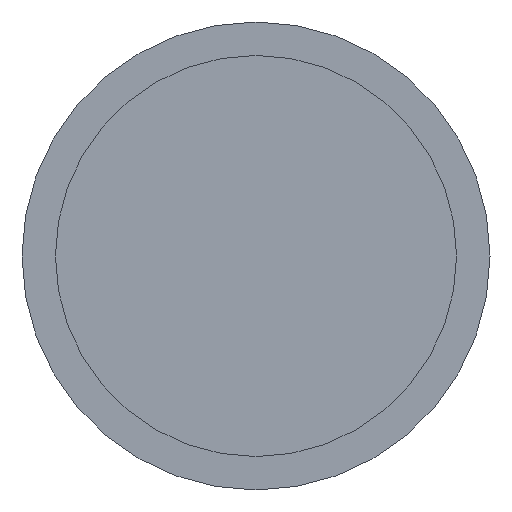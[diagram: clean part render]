
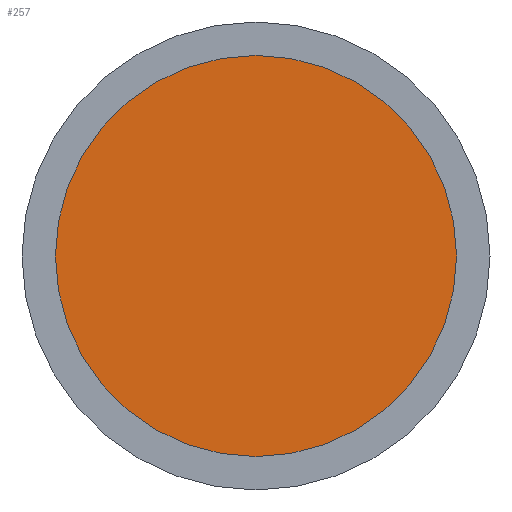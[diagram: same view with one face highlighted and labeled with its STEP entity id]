
A CAD part, front view. The second image highlights one B-rep face of the part: STEP entity #257.
In plain terms, the highlighted planar face has unit normal (0, -1, 0).
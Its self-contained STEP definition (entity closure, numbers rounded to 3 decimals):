
#28 = CARTESIAN_POINT ( 'NONE',  ( 0., -40., 3. ) ) ;
#35 = PLANE ( 'NONE',  #249 ) ;
#45 = CARTESIAN_POINT ( 'NONE',  ( 0., -40., 0. ) ) ;
#47 = DIRECTION ( 'NONE',  ( 0., -1., 0. ) ) ;
#52 = DIRECTION ( 'NONE',  ( 0., -1., 0. ) ) ;
#62 = CARTESIAN_POINT ( 'NONE',  ( 3., -40., 0. ) ) ;
#68 = AXIS2_PLACEMENT_3D ( 'NONE', #90, #52, #86 ) ;
#70 = DIRECTION ( 'NONE',  ( 0., -1., 0. ) ) ;
#71 = CIRCLE ( 'NONE', #130, 3. ) ;
#74 = EDGE_CURVE ( 'NONE', #297, #215, #71, .T. ) ;
#84 = ORIENTED_EDGE ( 'NONE', *, *, #74, .T. ) ;
#86 = DIRECTION ( 'NONE',  ( 0., 0., -1. ) ) ;
#90 = CARTESIAN_POINT ( 'NONE',  ( 0., -40., 0. ) ) ;
#106 = EDGE_LOOP ( 'NONE', ( #84, #119 ) ) ;
#110 = DIRECTION ( 'NONE',  ( 0., 0., -1. ) ) ;
#119 = ORIENTED_EDGE ( 'NONE', *, *, #171, .T. ) ;
#130 = AXIS2_PLACEMENT_3D ( 'NONE', #45, #70, #110 ) ;
#171 = EDGE_CURVE ( 'NONE', #215, #297, #173, .T. ) ;
#173 = CIRCLE ( 'NONE', #68, 3. ) ;
#194 = FACE_OUTER_BOUND ( 'NONE', #106, .T. ) ;
#215 = VERTEX_POINT ( 'NONE', #28 ) ;
#229 = DIRECTION ( 'NONE',  ( 0., 0., -1. ) ) ;
#249 = AXIS2_PLACEMENT_3D ( 'NONE', #62, #47, #229 ) ;
#257 = ADVANCED_FACE ( 'NONE', ( #194 ), #35, .T. ) ;
#291 = CARTESIAN_POINT ( 'NONE',  ( 0., -40., -3. ) ) ;
#297 = VERTEX_POINT ( 'NONE', #291 ) ;
